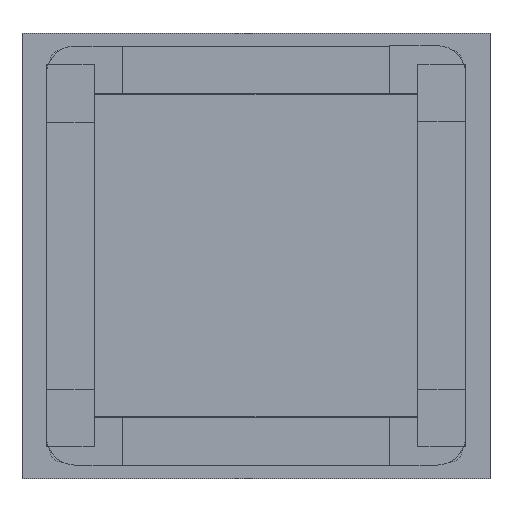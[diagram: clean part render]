
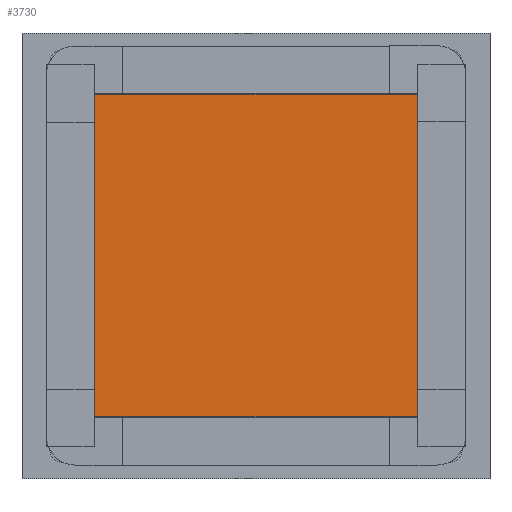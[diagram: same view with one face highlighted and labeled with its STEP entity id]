
A CAD part, top view. The second image highlights one B-rep face of the part: STEP entity #3730.
In plain terms, the highlighted planar face has unit normal (0, 0, 1).
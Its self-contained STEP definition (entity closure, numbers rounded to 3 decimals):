
#43 = AXIS2_PLACEMENT_3D ( 'NONE', #1885, #5059, #2353 ) ;
#254 = CARTESIAN_POINT ( 'NONE',  ( 282.5, 0., 0. ) ) ;
#303 = CARTESIAN_POINT ( 'NONE',  ( 282.5, 282.5, 0. ) ) ;
#315 = CARTESIAN_POINT ( 'NONE',  ( 0., 282.5, 0. ) ) ;
#387 = ORIENTED_EDGE ( 'NONE', *, *, #4427, .T. ) ;
#1266 = LINE ( 'NONE', #1428, #3551 ) ;
#1319 = EDGE_CURVE ( 'NONE', #5420, #2764, #4451, .T. ) ;
#1428 = CARTESIAN_POINT ( 'NONE',  ( 0., 0., 0. ) ) ;
#1592 = EDGE_LOOP ( 'NONE', ( #5250, #4393, #387, #4583 ) ) ;
#1828 = CARTESIAN_POINT ( 'NONE',  ( 0., 0., 0. ) ) ;
#1861 = DIRECTION ( 'NONE',  ( 1., 0., 0. ) ) ;
#1885 = CARTESIAN_POINT ( 'NONE',  ( 0., 282.5, 0. ) ) ;
#1898 = DIRECTION ( 'NONE',  ( 0., -1., 0. ) ) ;
#2187 = VECTOR ( 'NONE', #3517, 1000. ) ;
#2353 = DIRECTION ( 'NONE',  ( -1., 0., 0. ) ) ;
#2742 = VECTOR ( 'NONE', #4260, 1000. ) ;
#2764 = VERTEX_POINT ( 'NONE', #3862 ) ;
#3103 = EDGE_CURVE ( 'NONE', #2764, #4181, #3224, .T. ) ;
#3224 = LINE ( 'NONE', #5505, #4290 ) ;
#3517 = DIRECTION ( 'NONE',  ( -1., 0., 0. ) ) ;
#3551 = VECTOR ( 'NONE', #1861, 1000. ) ;
#3726 = EDGE_CURVE ( 'NONE', #4181, #5687, #1266, .T. ) ;
#3730 = ADVANCED_FACE ( 'NONE', ( #4603 ), #5473, .F. ) ;
#3797 = CARTESIAN_POINT ( 'NONE',  ( 282.5, 0., 0. ) ) ;
#3862 = CARTESIAN_POINT ( 'NONE',  ( 0., 282.5, 0. ) ) ;
#4181 = VERTEX_POINT ( 'NONE', #1828 ) ;
#4260 = DIRECTION ( 'NONE',  ( 0., 1., 0. ) ) ;
#4290 = VECTOR ( 'NONE', #1898, 1000. ) ;
#4393 = ORIENTED_EDGE ( 'NONE', *, *, #3726, .T. ) ;
#4427 = EDGE_CURVE ( 'NONE', #5687, #5420, #5143, .T. ) ;
#4451 = LINE ( 'NONE', #315, #2187 ) ;
#4583 = ORIENTED_EDGE ( 'NONE', *, *, #1319, .T. ) ;
#4603 = FACE_OUTER_BOUND ( 'NONE', #1592, .T. ) ;
#5059 = DIRECTION ( 'NONE',  ( 0., 0., -1. ) ) ;
#5143 = LINE ( 'NONE', #3797, #2742 ) ;
#5250 = ORIENTED_EDGE ( 'NONE', *, *, #3103, .T. ) ;
#5420 = VERTEX_POINT ( 'NONE', #303 ) ;
#5473 = PLANE ( 'NONE',  #43 ) ;
#5505 = CARTESIAN_POINT ( 'NONE',  ( 0., 0., 0. ) ) ;
#5687 = VERTEX_POINT ( 'NONE', #254 ) ;
